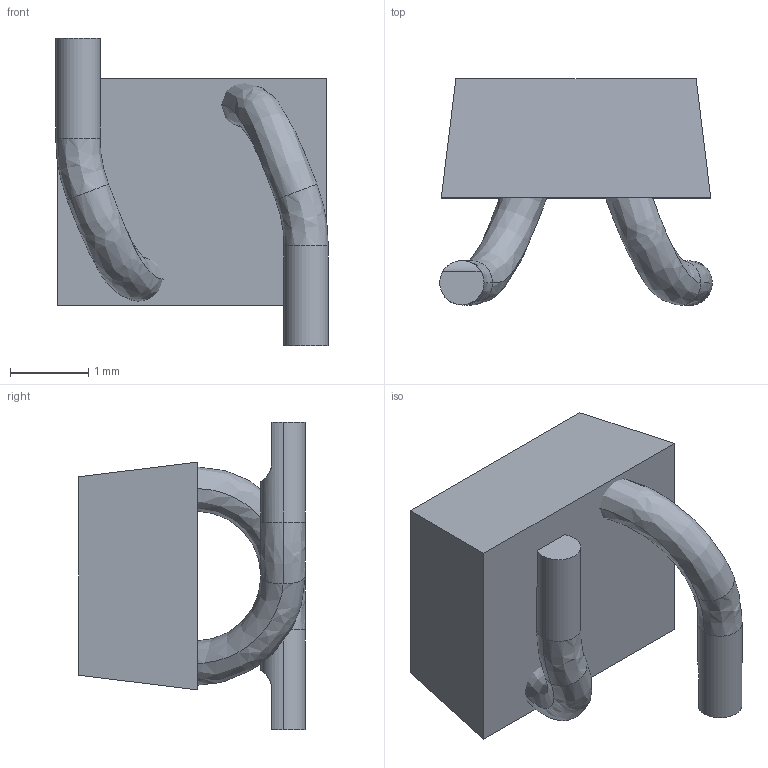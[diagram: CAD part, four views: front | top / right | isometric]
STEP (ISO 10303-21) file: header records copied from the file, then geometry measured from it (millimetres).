
FILE_DESCRIPTION (( 'STEP AP214' ), '1' );
FILE_NAME ('Coilcraft-A01T.STEP', '2019-01-10T08:24:00', ( '' ), ( '' ), 'SwSTEP 2.0', 'SolidWorks 2018', '' );
FILE_SCHEMA (( 'AUTOMOTIVE_DESIGN' ));
Length unit declared in the file: inch
Products named in the file (3): Coilcraft-A01T; Coilcraft-A01T_W24ATZ2-X [AXXT-BXXT]_A01T_2; Coilcraft-A01T_36-625 [T7-547]_A01X_2
Assembly tree (2 placements, depth 2):
  Coilcraft-A01T
    Coilcraft-A01T_W24ATZ2-X [AXXT-BXXT]_A01T_2
    Coilcraft-A01T_36-625 [T7-547]_A01X_2
Bounding box: 3.49 x 2.9 x 3.94 mm (x, y, z)
Volume: 16.4 mm3; surface area: 56.9 mm2
Topology: 2 solids, 2 shells, 22 faces, 48 edges, 30 vertices
Faces by surface type: plane 10, bspline 6, cylinder 6
Entity records: 1504 total; most frequent: CARTESIAN_POINT 627, DIRECTION 106, ORIENTED_EDGE 96, EDGE_CURVE 48, AXIS2_PLACEMENT_3D 41, VERTEX_POINT 30, LENGTH_MEASURE_WITH_UNIT 29, UNCERTAINTY_MEASURE_WITH_UNIT 29
